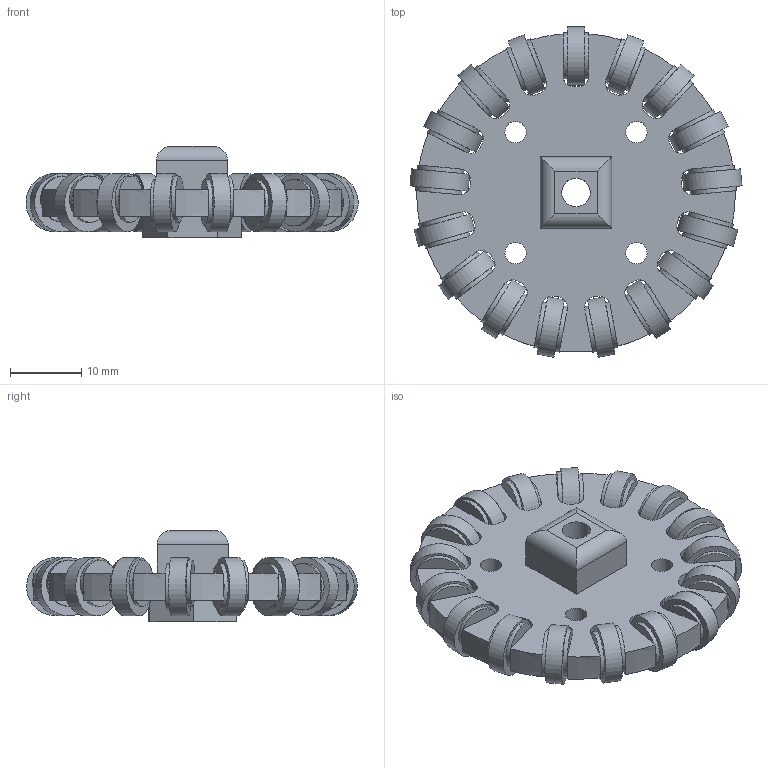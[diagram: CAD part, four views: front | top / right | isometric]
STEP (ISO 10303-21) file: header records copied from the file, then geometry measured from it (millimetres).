
FILE_DESCRIPTION(/* description */ (''),/* implementation_level */ '2;1');
FILE_NAME(/* name */ 'gtf_robots_50mm_x_6mm_nGoLKr v4_v1.step',/* time_stamp */ '2024-09-27T23:02:50-04:00',/* author */ (''),/* organization */ (''),/* preprocessor_version */ 'ST-DEVELOPER v20',/* originating_system */ 'Autodesk Translation Framework v13.14.0.145',/* authorisation */ '');
FILE_SCHEMA (('AUTOMOTIVE_DESIGN { 1 0 10303 214 3 1 1 }'));
Length unit declared in the file: millimetre
Products named in the file (1): gtf_robots_50mm_x_6mm_nGoLKr v4
Bounding box: 46.6 x 46.4 x 12.8 mm (x, y, z)
Volume: 7800 mm3; surface area: 6622 mm2
Topology: 1 solids, 1 shells, 333 faces, 1072 edges, 709 vertices
Faces by surface type: plane 222, cylinder 111
Full cylindrical faces by diameter (mm): 3 x4, 4 x1, 6.5 x34, 8.2 x17
Entity records: 12362 total; most frequent: CARTESIAN_POINT 2621, ORIENTED_EDGE 2144, DIRECTION 1945, EDGE_CURVE 1072, VERTEX_POINT 709, AXIS2_PLACEMENT_3D 675, LINE 595, VECTOR 595
